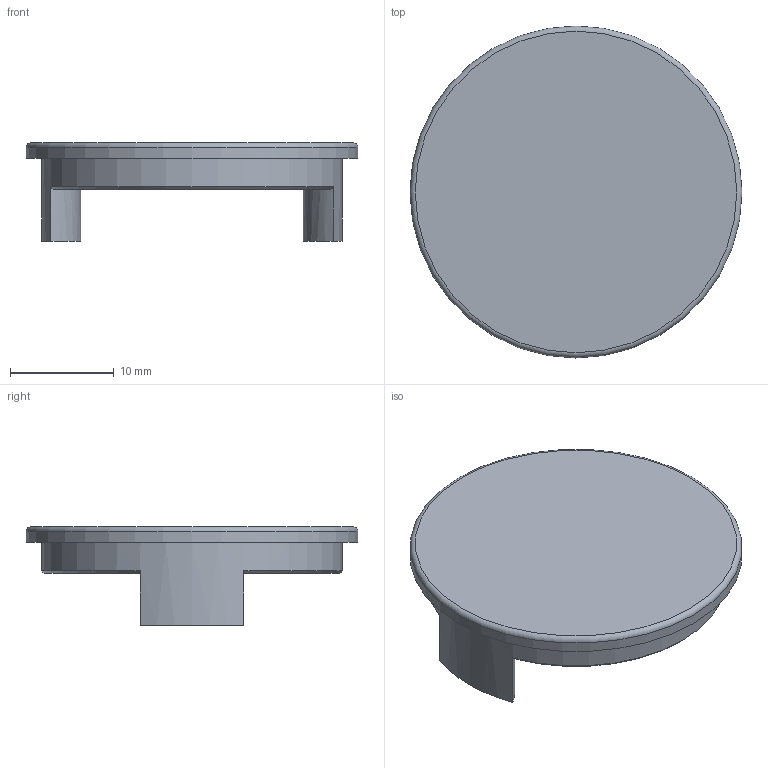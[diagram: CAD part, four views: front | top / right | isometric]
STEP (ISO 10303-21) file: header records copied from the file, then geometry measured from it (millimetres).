
FILE_DESCRIPTION(/* description */ (''),/* implementation_level */ '2;1');
FILE_NAME(/* name */ 'lid.step',/* time_stamp */ '2025-04-15T11:15:32+02:00',/* author */ (''),/* organization */ (''),/* preprocessor_version */ 'ST-DEVELOPER v20.1',/* originating_system */ 'Autodesk Translation Framework v14.4.0.0',/* authorisation */ '');
FILE_SCHEMA (('AUTOMOTIVE_DESIGN { 1 0 10303 214 3 1 1 }'));
Length unit declared in the file: millimetre
Products named in the file (2): Smart Meter Lesekopf; Deckel
Assembly tree (1 placements, depth 2):
  Smart Meter Lesekopf
    Deckel
Bounding box: 32 x 32 x 9.5 mm (x, y, z)
Volume: 1927 mm3; surface area: 2473 mm2
Topology: 1 solids, 1 shells, 16 faces, 38 edges, 25 vertices
Faces by surface type: plane 7, cylinder 6, cone 2, torus 1
Full cylindrical faces by diameter (mm): 29 x1, 32 x1
Entity records: 542 total; most frequent: DIRECTION 96, CARTESIAN_POINT 94, ORIENTED_EDGE 76, AXIS2_PLACEMENT_3D 43, EDGE_CURVE 38, VERTEX_POINT 25, CIRCLE 24, EDGE_LOOP 17
